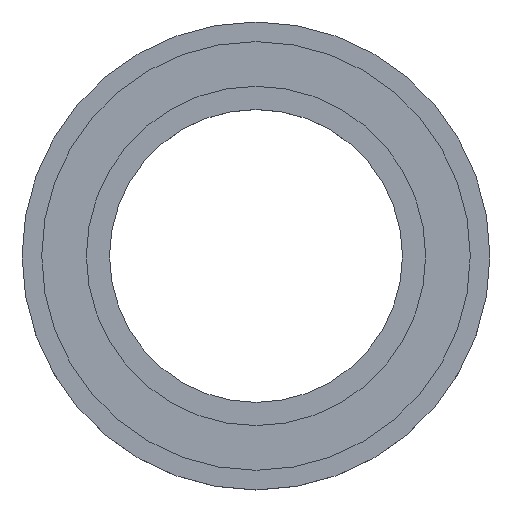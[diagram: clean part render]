
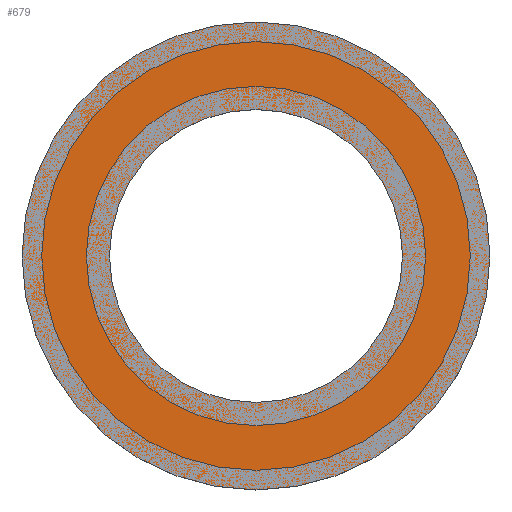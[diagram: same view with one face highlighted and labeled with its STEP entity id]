
A CAD part, top view. The second image highlights one B-rep face of the part: STEP entity #679.
In plain terms, the highlighted planar face has unit normal (0, 0, 1).
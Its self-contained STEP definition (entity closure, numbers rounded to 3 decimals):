
#497 = VERTEX_POINT('',#498);
#498 = CARTESIAN_POINT('',(26.2,0.,5.5));
#505 = CYLINDRICAL_SURFACE('',#506,26.2);
#506 = AXIS2_PLACEMENT_3D('',#507,#508,#509);
#507 = CARTESIAN_POINT('',(0.,0.,0.));
#508 = DIRECTION('',(-0.,-0.,-1.));
#509 = DIRECTION('',(1.,0.,0.));
#524 = EDGE_CURVE('',#497,#497,#525,.T.);
#525 = SURFACE_CURVE('',#526,(#531,#538),.PCURVE_S1.);
#526 = CIRCLE('',#527,26.2);
#527 = AXIS2_PLACEMENT_3D('',#528,#529,#530);
#528 = CARTESIAN_POINT('',(0.,0.,5.5));
#529 = DIRECTION('',(0.,0.,1.));
#530 = DIRECTION('',(1.,0.,0.));
#531 = PCURVE('',#505,#532);
#532 = DEFINITIONAL_REPRESENTATION('',(#533),#537);
#533 = LINE('',#534,#535);
#534 = CARTESIAN_POINT('',(-0.,-5.5));
#535 = VECTOR('',#536,1.);
#536 = DIRECTION('',(-1.,0.));
#537 = ( GEOMETRIC_REPRESENTATION_CONTEXT(2) 
PARAMETRIC_REPRESENTATION_CONTEXT() REPRESENTATION_CONTEXT('2D SPACE',''
  ) );
#538 = PCURVE('',#539,#544);
#539 = PLANE('',#540);
#540 = AXIS2_PLACEMENT_3D('',#541,#542,#543);
#541 = CARTESIAN_POINT('',(26.2,0.,5.5));
#542 = DIRECTION('',(0.,0.,-1.));
#543 = DIRECTION('',(-1.,0.,0.));
#544 = DEFINITIONAL_REPRESENTATION('',(#545),#553);
#545 = ( BOUNDED_CURVE() B_SPLINE_CURVE(2,(#546,#547,#548,#549,#550,#551
,#552),.UNSPECIFIED.,.F.,.F.) B_SPLINE_CURVE_WITH_KNOTS((1,2,2,2,2,1),(
    -2.094,0.,2.094,4.189,6.283,
8.378),.UNSPECIFIED.) CURVE() GEOMETRIC_REPRESENTATION_ITEM() 
RATIONAL_B_SPLINE_CURVE((1.,0.5,1.,0.5,1.,0.5,1.)) REPRESENTATION_ITEM(
  '') );
#546 = CARTESIAN_POINT('',(0.,0.));
#547 = CARTESIAN_POINT('',(0.,45.38));
#548 = CARTESIAN_POINT('',(39.3,22.69));
#549 = CARTESIAN_POINT('',(78.6,0.));
#550 = CARTESIAN_POINT('',(39.3,-22.69));
#551 = CARTESIAN_POINT('',(0.,-45.38));
#552 = CARTESIAN_POINT('',(0.,0.));
#553 = ( GEOMETRIC_REPRESENTATION_CONTEXT(2) 
PARAMETRIC_REPRESENTATION_CONTEXT() REPRESENTATION_CONTEXT('2D SPACE',''
  ) );
#593 = VERTEX_POINT('',#594);
#594 = CARTESIAN_POINT('',(16.4,0.,5.5));
#601 = CYLINDRICAL_SURFACE('',#602,16.4);
#602 = AXIS2_PLACEMENT_3D('',#603,#604,#605);
#603 = CARTESIAN_POINT('',(0.,0.,0.));
#604 = DIRECTION('',(-0.,-0.,-1.));
#605 = DIRECTION('',(1.,0.,0.));
#620 = EDGE_CURVE('',#593,#593,#621,.T.);
#621 = SURFACE_CURVE('',#622,(#627,#634),.PCURVE_S1.);
#622 = CIRCLE('',#623,16.4);
#623 = AXIS2_PLACEMENT_3D('',#624,#625,#626);
#624 = CARTESIAN_POINT('',(0.,0.,5.5));
#625 = DIRECTION('',(0.,0.,1.));
#626 = DIRECTION('',(1.,0.,0.));
#627 = PCURVE('',#601,#628);
#628 = DEFINITIONAL_REPRESENTATION('',(#629),#633);
#629 = LINE('',#630,#631);
#630 = CARTESIAN_POINT('',(-0.,-5.5));
#631 = VECTOR('',#632,1.);
#632 = DIRECTION('',(-1.,0.));
#633 = ( GEOMETRIC_REPRESENTATION_CONTEXT(2) 
PARAMETRIC_REPRESENTATION_CONTEXT() REPRESENTATION_CONTEXT('2D SPACE',''
  ) );
#634 = PCURVE('',#539,#635);
#635 = DEFINITIONAL_REPRESENTATION('',(#636),#644);
#636 = ( BOUNDED_CURVE() B_SPLINE_CURVE(2,(#637,#638,#639,#640,#641,#642
,#643),.UNSPECIFIED.,.F.,.F.) B_SPLINE_CURVE_WITH_KNOTS((1,2,2,2,2,1),(
    -2.094,0.,2.094,4.189,6.283,
8.378),.UNSPECIFIED.) CURVE() GEOMETRIC_REPRESENTATION_ITEM() 
RATIONAL_B_SPLINE_CURVE((1.,0.5,1.,0.5,1.,0.5,1.)) REPRESENTATION_ITEM(
  '') );
#637 = CARTESIAN_POINT('',(9.8,0.));
#638 = CARTESIAN_POINT('',(9.8,28.406));
#639 = CARTESIAN_POINT('',(34.4,14.203));
#640 = CARTESIAN_POINT('',(59.,0.));
#641 = CARTESIAN_POINT('',(34.4,-14.203));
#642 = CARTESIAN_POINT('',(9.8,-28.406));
#643 = CARTESIAN_POINT('',(9.8,0.));
#644 = ( GEOMETRIC_REPRESENTATION_CONTEXT(2) 
PARAMETRIC_REPRESENTATION_CONTEXT() REPRESENTATION_CONTEXT('2D SPACE',''
  ) );
#679 = ADVANCED_FACE('',(#680,#683),#539,.F.);
#680 = FACE_BOUND('',#681,.T.);
#681 = EDGE_LOOP('',(#682));
#682 = ORIENTED_EDGE('',*,*,#524,.T.);
#683 = FACE_BOUND('',#684,.F.);
#684 = EDGE_LOOP('',(#685));
#685 = ORIENTED_EDGE('',*,*,#620,.T.);
